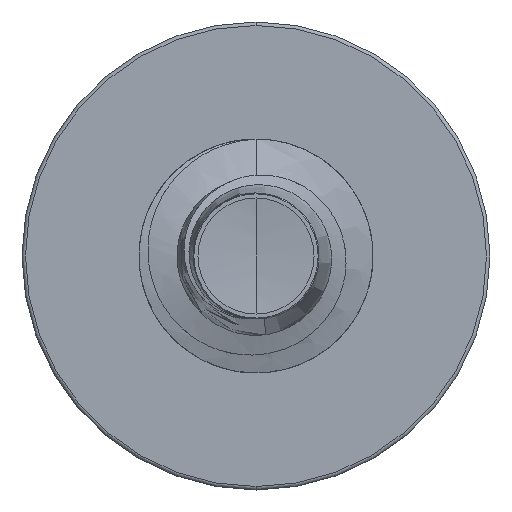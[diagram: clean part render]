
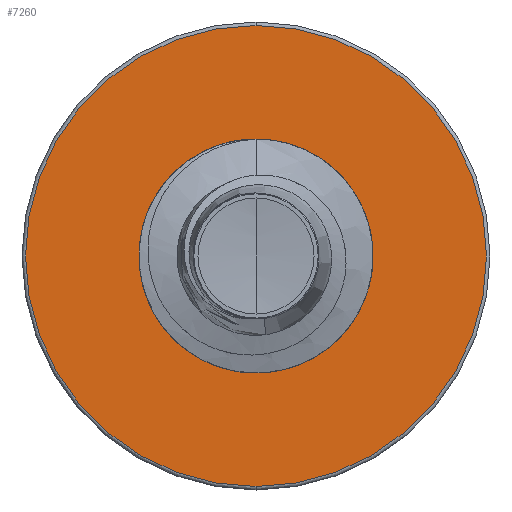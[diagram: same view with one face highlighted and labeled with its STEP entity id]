
A CAD part, front view. The second image highlights one B-rep face of the part: STEP entity #7260.
In plain terms, the highlighted planar face has unit normal (0, -1, 0).
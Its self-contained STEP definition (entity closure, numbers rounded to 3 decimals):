
#1133 = VERTEX_POINT ( 'NONE', #1847 ) ;
#1847 = CARTESIAN_POINT ( 'NONE',  ( 0., 22.5, 2.415 ) ) ;
#2378 = DIRECTION ( 'NONE',  ( 0., 1., 0. ) ) ;
#2862 = AXIS2_PLACEMENT_3D ( 'NONE', #22202, #9335, #23735 ) ;
#3160 = AXIS2_PLACEMENT_3D ( 'NONE', #20932, #7318, #22610 ) ;
#3895 = ORIENTED_EDGE ( 'NONE', *, *, #23830, .T. ) ;
#4010 = AXIS2_PLACEMENT_3D ( 'NONE', #17611, #2378, #19618 ) ;
#5329 = AXIS2_PLACEMENT_3D ( 'NONE', #15385, #27314, #17546 ) ;
#5514 = FACE_BOUND ( 'NONE', #12288, .T. ) ;
#7260 = ADVANCED_FACE ( 'NONE', ( #14766, #5514 ), #13870, .F. ) ;
#7318 = DIRECTION ( 'NONE',  ( 0., 1., 0. ) ) ;
#9335 = DIRECTION ( 'NONE',  ( 0., 1., 0. ) ) ;
#10098 = CARTESIAN_POINT ( 'NONE',  ( 0., 22.5, 4.925 ) ) ;
#10594 = CIRCLE ( 'NONE', #4010, 2.415 ) ;
#11159 = AXIS2_PLACEMENT_3D ( 'NONE', #14406, #13801, #13767 ) ;
#11162 = VERTEX_POINT ( 'NONE', #18480 ) ;
#12288 = EDGE_LOOP ( 'NONE', ( #25803, #3895 ) ) ;
#13216 = CIRCLE ( 'NONE', #3160, 4.925 ) ;
#13767 = DIRECTION ( 'NONE',  ( 0., 0., 1. ) ) ;
#13801 = DIRECTION ( 'NONE',  ( 0., 1., 0. ) ) ;
#13870 = PLANE ( 'NONE',  #11159 ) ;
#14026 = EDGE_LOOP ( 'NONE', ( #16595, #21733 ) ) ;
#14406 = CARTESIAN_POINT ( 'NONE',  ( 0., 22.5, -2.415 ) ) ;
#14766 = FACE_OUTER_BOUND ( 'NONE', #14026, .T. ) ;
#15385 = CARTESIAN_POINT ( 'NONE',  ( 0., 22.5, 0. ) ) ;
#16595 = ORIENTED_EDGE ( 'NONE', *, *, #24617, .F. ) ;
#17546 = DIRECTION ( 'NONE',  ( 0., 0., 1. ) ) ;
#17611 = CARTESIAN_POINT ( 'NONE',  ( 0., 22.5, 0. ) ) ;
#18480 = CARTESIAN_POINT ( 'NONE',  ( 0., 22.5, -2.415 ) ) ;
#19618 = DIRECTION ( 'NONE',  ( 0., 0., 1. ) ) ;
#19955 = CIRCLE ( 'NONE', #5329, 2.415 ) ;
#20495 = CARTESIAN_POINT ( 'NONE',  ( 0., 22.5, -4.925 ) ) ;
#20541 = CIRCLE ( 'NONE', #2862, 4.925 ) ;
#20932 = CARTESIAN_POINT ( 'NONE',  ( 0., 22.5, 0. ) ) ;
#21733 = ORIENTED_EDGE ( 'NONE', *, *, #25055, .F. ) ;
#22202 = CARTESIAN_POINT ( 'NONE',  ( 0., 22.5, 0. ) ) ;
#22610 = DIRECTION ( 'NONE',  ( 0., 0., 1. ) ) ;
#22867 = VERTEX_POINT ( 'NONE', #10098 ) ;
#23735 = DIRECTION ( 'NONE',  ( 0., 0., 1. ) ) ;
#23830 = EDGE_CURVE ( 'NONE', #11162, #1133, #19955, .T. ) ;
#24236 = EDGE_CURVE ( 'NONE', #1133, #11162, #10594, .T. ) ;
#24617 = EDGE_CURVE ( 'NONE', #22867, #25540, #13216, .T. ) ;
#25055 = EDGE_CURVE ( 'NONE', #25540, #22867, #20541, .T. ) ;
#25540 = VERTEX_POINT ( 'NONE', #20495 ) ;
#25803 = ORIENTED_EDGE ( 'NONE', *, *, #24236, .T. ) ;
#27314 = DIRECTION ( 'NONE',  ( 0., 1., 0. ) ) ;
